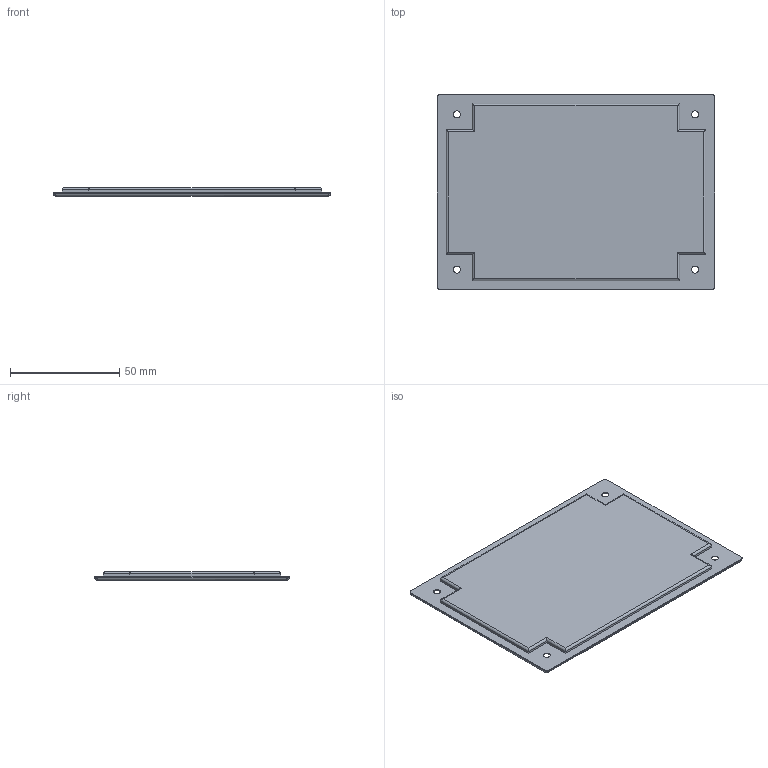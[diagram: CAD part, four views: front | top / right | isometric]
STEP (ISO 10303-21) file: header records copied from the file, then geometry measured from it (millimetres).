
FILE_DESCRIPTION(/* description */ (''),/* implementation_level */ '2;1');
FILE_NAME(/* name */ 'Housing Lid v3.step',/* time_stamp */ '2020-02-15T14:14:08-06:00',/* author */ (''),/* organization */ (''),/* preprocessor_version */ 'ST-DEVELOPER v18',/* originating_system */ 'Autodesk Translation Framework v8.12.0.6',/* authorisation */ '');
FILE_SCHEMA (('AUTOMOTIVE_DESIGN { 1 0 10303 214 3 1 1 }'));
Length unit declared in the file: millimetre
Products named in the file (1): Housing Lid
Bounding box: 126.7 x 88.9 x 4 mm (x, y, z)
Volume: 40055 mm3; surface area: 23716.6 mm2
Topology: 1 solids, 1 shells, 51 faces, 120 edges, 68 vertices
Faces by surface type: cylinder 24, plane 19, bspline 4, cone 4
Full cylindrical faces by diameter (mm): 3.175 x4
Entity records: 1566 total; most frequent: CARTESIAN_POINT 352, DIRECTION 252, ORIENTED_EDGE 232, EDGE_CURVE 116, AXIS2_PLACEMENT_3D 88, LINE 76, VECTOR 76, VERTEX_POINT 68
